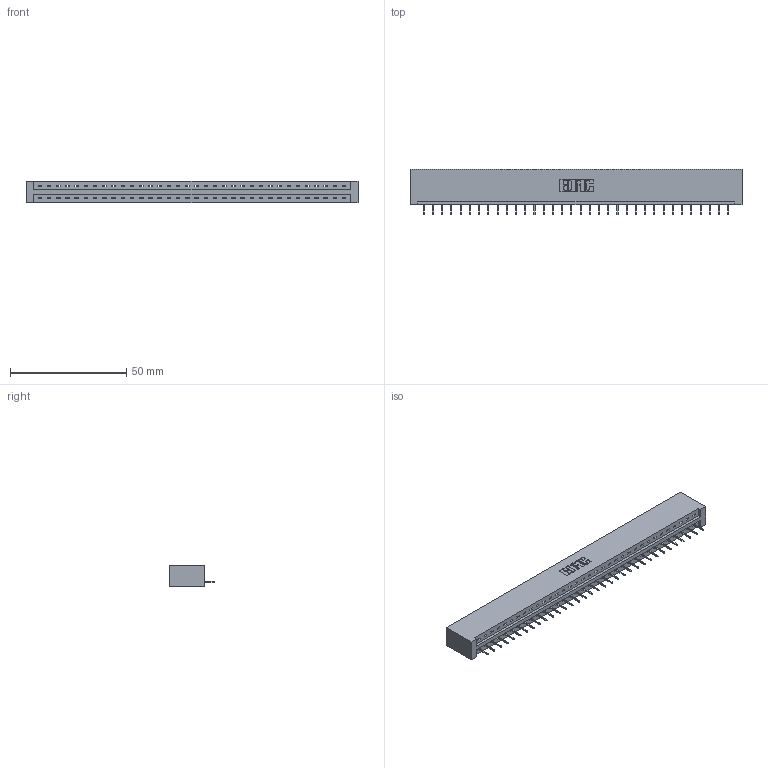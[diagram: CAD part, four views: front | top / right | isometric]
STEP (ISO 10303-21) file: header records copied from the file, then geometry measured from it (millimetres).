
FILE_DESCRIPTION (( 'STEP AP203' ), '1' );
FILE_NAME ('387-034-524-101.STEP', '2019-10-04T11:05:26', ( '' ), ( '' ), 'SwSTEP 2.0', 'SolidWorks 2016', '' );
FILE_SCHEMA (( 'CONFIG_CONTROL_DESIGN' ));
Length unit declared in the file: inch
Products named in the file (3): 337 Part_No Mounting Lugs; 387-034-524-101; 345-292-001_345-293-124
Assembly tree (35 placements, depth 2):
  387-034-524-101
    337 Part_No Mounting Lugs
    345-292-001_345-293-124  x34
Bounding box: 142.6 x 19.69 x 9.4 mm (x, y, z)
Volume: 15324.7 mm3; surface area: 15300.5 mm2
Topology: 35 solids, 35 shells, 2350 faces, 6815 edges, 4406 vertices
Faces by surface type: plane 1834, cylinder 516
Entity records: 26105 total; most frequent: CARTESIAN_POINT 4552, ORIENTED_EDGE 4522, DIRECTION 3841, EDGE_CURVE 2261, LINE 2145, VECTOR 2145, VERTEX_POINT 1502, AXIS2_PLACEMENT_3D 848
